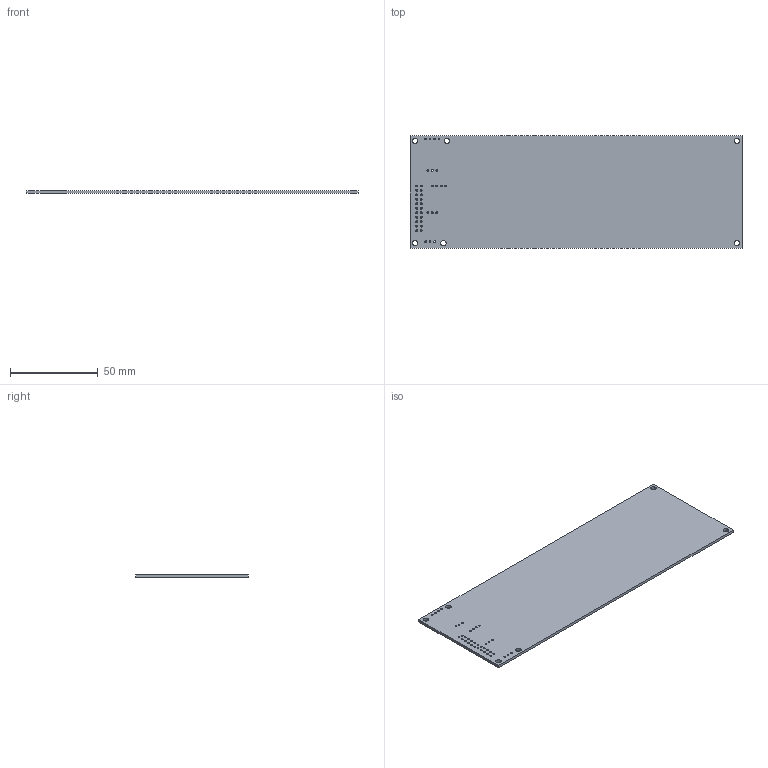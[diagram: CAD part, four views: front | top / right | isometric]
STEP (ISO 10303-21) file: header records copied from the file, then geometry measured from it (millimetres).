
FILE_DESCRIPTION(('FreeCAD Model'),'2;1');
FILE_NAME('PCB1003_1Octave_16PAD_Alt.step','2017-03-12T12:07:26',('Author'),(''), 'Open CASCADE STEP processor 6.8','FreeCAD','Unknown');
FILE_SCHEMA(('AUTOMOTIVE_DESIGN_CC2 { 1 2 10303 214 -1 1 5 4 }'));
Length unit declared in the file: millimetre
Products named in the file (2): ASSEMBLY; Board_outline
Assembly tree (1 placements, depth 2):
  ASSEMBLY
    Board_outline
Bounding box: 188.88 x 63.97 x 1.6 mm (x, y, z)
Volume: 19211.6 mm3; surface area: 25114.7 mm2
Topology: 1 solids, 1 shells, 51 faces, 147 edges, 98 vertices
Faces by surface type: cylinder 45, plane 6
Full cylindrical faces by diameter (mm): 1.016 x39, 3.048 x6
Entity records: 4131 total; most frequent: CARTESIAN_POINT 1132, DIRECTION 547, ORIENTED_EDGE 294, PCURVE 294, DEFINITIONAL_REPRESENTATION 294, LINE 261, VECTOR 261, EDGE_CURVE 147
